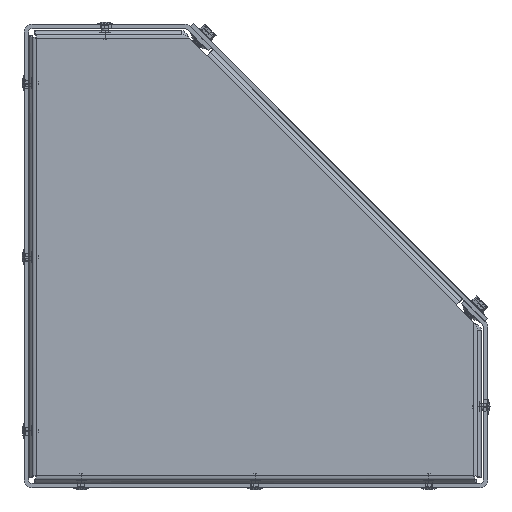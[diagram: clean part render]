
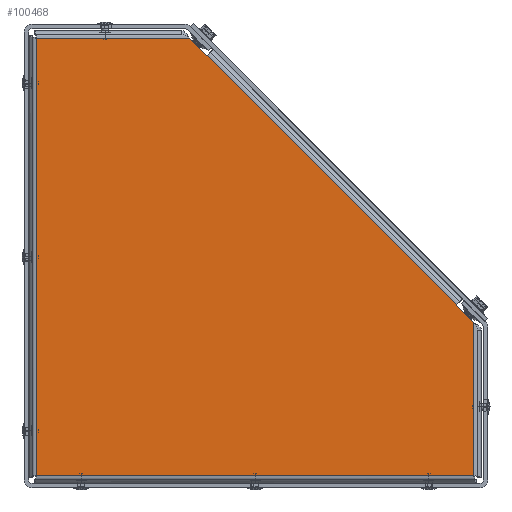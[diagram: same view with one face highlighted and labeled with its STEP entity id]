
A CAD part, left-side view. The second image highlights one B-rep face of the part: STEP entity #100468.
In plain terms, the highlighted planar face has unit normal (-1, 0, 0).
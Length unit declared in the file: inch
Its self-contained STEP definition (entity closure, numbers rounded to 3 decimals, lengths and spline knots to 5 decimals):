
#112 = CARTESIAN_POINT ( 'NONE',  ( -36.38335, -3.49719, -0.147 ) ) ;
#504 = DIRECTION ( 'NONE',  ( 0., 0.707, 0.707 ) ) ;
#3650 = EDGE_CURVE ( 'NONE', #48082, #107906, #113112, .T. ) ;
#6371 = CARTESIAN_POINT ( 'NONE',  ( -36.38335, 0.85014, 0.41092 ) ) ;
#8615 = CARTESIAN_POINT ( 'NONE',  ( -36.38335, -3.49719, 0.41092 ) ) ;
#11410 = DIRECTION ( 'NONE',  ( 0., 0.707, -0.707 ) ) ;
#15245 = ORIENTED_EDGE ( 'NONE', *, *, #60341, .T. ) ;
#16779 = CARTESIAN_POINT ( 'NONE',  ( -36.38335, 0.85014, 4.75825 ) ) ;
#17260 = LINE ( 'NONE', #19050, #42129 ) ;
#19050 = CARTESIAN_POINT ( 'NONE',  ( -36.38335, 4.05056, 0.41092 ) ) ;
#22559 = VECTOR ( 'NONE', #89183, 39.37008 ) ;
#22909 = CARTESIAN_POINT ( 'NONE',  ( -36.38335, 1.10703, 4.45723 ) ) ;
#23500 = CARTESIAN_POINT ( 'NONE',  ( -36.38335, 1.40806, 4.75825 ) ) ;
#25076 = CARTESIAN_POINT ( 'NONE',  ( -36.38335, -3.20445, 0.1623 ) ) ;
#26976 = ORIENTED_EDGE ( 'NONE', *, *, #3650, .F. ) ;
#27760 = VERTEX_POINT ( 'NONE', #66224 ) ;
#29651 = EDGE_CURVE ( 'NONE', #70745, #63762, #98103, .T. ) ;
#29812 = AXIS2_PLACEMENT_3D ( 'NONE', #6371, #69744, #60842 ) ;
#30593 = LINE ( 'NONE', #75209, #81761 ) ;
#31443 = EDGE_LOOP ( 'NONE', ( #26976, #84830, #62757, #114550, #37856, #52029, #52611, #92526, #15245 ) ) ;
#31832 = CARTESIAN_POINT ( 'NONE',  ( -36.38335, 4.05056, -2.7895 ) ) ;
#32257 = DIRECTION ( 'NONE',  ( 0., -0.707, 0.707 ) ) ;
#33824 = DIRECTION ( 'NONE',  ( 0., 0.707, 0.707 ) ) ;
#35173 = EDGE_CURVE ( 'NONE', #63762, #59853, #17260, .T. ) ;
#37856 = ORIENTED_EDGE ( 'NONE', *, *, #53048, .T. ) ;
#40037 = EDGE_CURVE ( 'NONE', #46917, #27760, #88643, .T. ) ;
#42129 = VECTOR ( 'NONE', #80148, 39.37008 ) ;
#43351 = DIRECTION ( 'NONE',  ( 0., 0.707, 0.707 ) ) ;
#46917 = VERTEX_POINT ( 'NONE', #110136 ) ;
#47121 = LINE ( 'NONE', #74541, #85685 ) ;
#48082 = VERTEX_POINT ( 'NONE', #53401 ) ;
#51832 = VECTOR ( 'NONE', #33824, 39.37008 ) ;
#52029 = ORIENTED_EDGE ( 'NONE', *, *, #88519, .T. ) ;
#52611 = ORIENTED_EDGE ( 'NONE', *, *, #103699, .T. ) ;
#53048 = EDGE_CURVE ( 'NONE', #59853, #113640, #30593, .T. ) ;
#53401 = CARTESIAN_POINT ( 'NONE',  ( -36.38335, 1.10703, 4.45723 ) ) ;
#55692 = CARTESIAN_POINT ( 'NONE',  ( -36.38335, 4.05056, 4.75825 ) ) ;
#59853 = VERTEX_POINT ( 'NONE', #31832 ) ;
#60341 = EDGE_CURVE ( 'NONE', #46917, #107906, #105830, .T. ) ;
#60842 = DIRECTION ( 'NONE',  ( 0., 1., 0. ) ) ;
#62757 = ORIENTED_EDGE ( 'NONE', *, *, #29651, .T. ) ;
#63762 = VERTEX_POINT ( 'NONE', #55692 ) ;
#66224 = CARTESIAN_POINT ( 'NONE',  ( -36.38335, -3.19617, 0.15402 ) ) ;
#69744 = DIRECTION ( 'NONE',  ( -1., 0., 0. ) ) ;
#70745 = VERTEX_POINT ( 'NONE', #23500 ) ;
#74521 = CARTESIAN_POINT ( 'NONE',  ( -36.38335, -3.49719, -2.7895 ) ) ;
#74541 = CARTESIAN_POINT ( 'NONE',  ( -36.38335, 1.10703, 4.45723 ) ) ;
#75209 = CARTESIAN_POINT ( 'NONE',  ( -36.38335, 0.85014, -2.7895 ) ) ;
#77849 = VECTOR ( 'NONE', #117197, 39.37008 ) ;
#80148 = DIRECTION ( 'NONE',  ( 0., 0., -1. ) ) ;
#80410 = LINE ( 'NONE', #8615, #77849 ) ;
#81761 = VECTOR ( 'NONE', #85875, 39.37008 ) ;
#84830 = ORIENTED_EDGE ( 'NONE', *, *, #114237, .T. ) ;
#85685 = VECTOR ( 'NONE', #504, 39.37008 ) ;
#85875 = DIRECTION ( 'NONE',  ( 0., -1., 0. ) ) ;
#86250 = CARTESIAN_POINT ( 'NONE',  ( -36.38335, 1.09876, 4.46551 ) ) ;
#86860 = CARTESIAN_POINT ( 'NONE',  ( -36.38335, -3.49719, -0.147 ) ) ;
#87043 = PLANE ( 'NONE',  #29812 ) ;
#87620 = FACE_OUTER_BOUND ( 'NONE', #31443, .T. ) ;
#88519 = EDGE_CURVE ( 'NONE', #113640, #90769, #80410, .T. ) ;
#88643 = LINE ( 'NONE', #101690, #106460 ) ;
#89183 = DIRECTION ( 'NONE',  ( 0., 1., 0. ) ) ;
#90769 = VERTEX_POINT ( 'NONE', #112 ) ;
#91499 = VECTOR ( 'NONE', #32257, 39.37008 ) ;
#92526 = ORIENTED_EDGE ( 'NONE', *, *, #40037, .F. ) ;
#98103 = LINE ( 'NONE', #16779, #22559 ) ;
#100468 = ADVANCED_FACE ( 'NONE', ( #87620 ), #87043, .T. ) ;
#101690 = CARTESIAN_POINT ( 'NONE',  ( -36.38335, -3.30097, 0.25882 ) ) ;
#103699 = EDGE_CURVE ( 'NONE', #90769, #27760, #115288, .T. ) ;
#105830 = LINE ( 'NONE', #25076, #106994 ) ;
#106460 = VECTOR ( 'NONE', #11410, 39.37008 ) ;
#106994 = VECTOR ( 'NONE', #43351, 39.37008 ) ;
#107906 = VERTEX_POINT ( 'NONE', #86250 ) ;
#110136 = CARTESIAN_POINT ( 'NONE',  ( -36.38335, -3.20445, 0.1623 ) ) ;
#113112 = LINE ( 'NONE', #22909, #91499 ) ;
#113640 = VERTEX_POINT ( 'NONE', #74521 ) ;
#114237 = EDGE_CURVE ( 'NONE', #48082, #70745, #47121, .T. ) ;
#114550 = ORIENTED_EDGE ( 'NONE', *, *, #35173, .T. ) ;
#115288 = LINE ( 'NONE', #86860, #51832 ) ;
#117197 = DIRECTION ( 'NONE',  ( 0., 0., 1. ) ) ;
